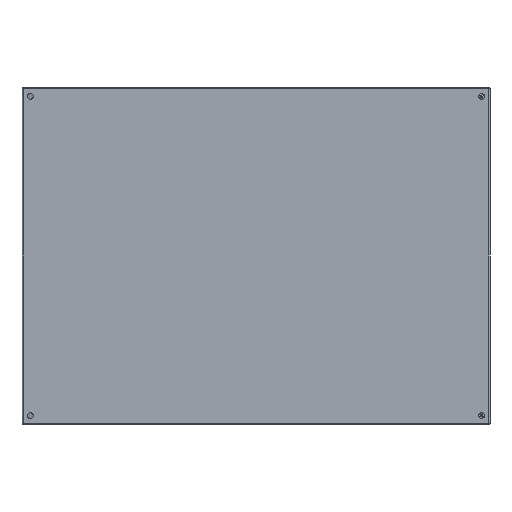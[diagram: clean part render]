
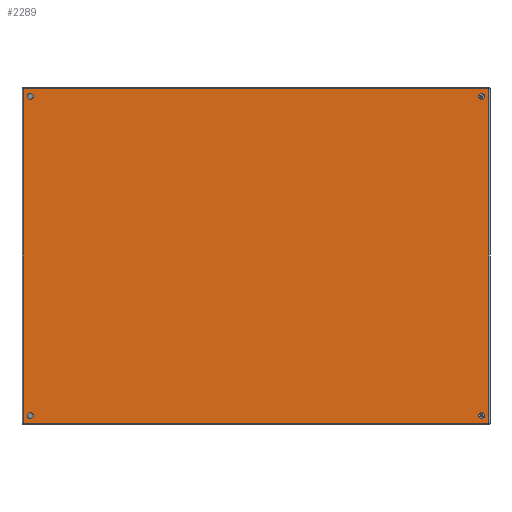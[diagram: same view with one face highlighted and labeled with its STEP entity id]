
A CAD part, left-side view. The second image highlights one B-rep face of the part: STEP entity #2289.
In plain terms, the highlighted face is planar.
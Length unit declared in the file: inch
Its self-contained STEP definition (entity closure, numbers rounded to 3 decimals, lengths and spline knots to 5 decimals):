
#69 = CIRCLE ( 'NONE', #7843, 0.25 ) ;
#745 = CARTESIAN_POINT ( 'NONE',  ( -14.5, 0., -20.14963 ) ) ;
#1382 = EDGE_CURVE ( 'NONE', #42532, #14876, #69, .T. ) ;
#1525 = DIRECTION ( 'NONE',  ( 0., 1., 0. ) ) ;
#1842 = CARTESIAN_POINT ( 'NONE',  ( 14.25, 0., 20.13422 ) ) ;
#2126 = AXIS2_PLACEMENT_3D ( 'NONE', #15335, #1525, #11829 ) ;
#2289 = ADVANCED_FACE ( 'NONE', ( #44335, #37805, #22636, #43778, #13408 ), #15109, .F. ) ;
#2825 = EDGE_CURVE ( 'NONE', #7762, #43448, #35591, .T. ) ;
#3040 = EDGE_CURVE ( 'NONE', #38502, #29971, #12200, .T. ) ;
#3375 = LINE ( 'NONE', #13040, #43547 ) ;
#3457 = ORIENTED_EDGE ( 'NONE', *, *, #2825, .F. ) ;
#3808 = CARTESIAN_POINT ( 'NONE',  ( 14.928, 0., -20.82763 ) ) ;
#3838 = AXIS2_PLACEMENT_3D ( 'NONE', #18815, #43061, #25818 ) ;
#4168 = DIRECTION ( 'NONE',  ( -1., 0., 0. ) ) ;
#4369 = AXIS2_PLACEMENT_3D ( 'NONE', #9036, #29530, #36620 ) ;
#4554 = CARTESIAN_POINT ( 'NONE',  ( 14.25, 0., -19.89963 ) ) ;
#4577 = CIRCLE ( 'NONE', #3838, 0.25 ) ;
#4672 = CARTESIAN_POINT ( 'NONE',  ( 14.928, 0., 20.77622 ) ) ;
#4834 = DIRECTION ( 'NONE',  ( 1., 0., 0. ) ) ;
#4945 = LINE ( 'NONE', #3808, #13073 ) ;
#5366 = DIRECTION ( 'NONE',  ( 0., 0., -1. ) ) ;
#5461 = CARTESIAN_POINT ( 'NONE',  ( -14.25, 0., 20.13422 ) ) ;
#6760 = VERTEX_POINT ( 'NONE', #43468 ) ;
#7762 = VERTEX_POINT ( 'NONE', #21454 ) ;
#7843 = AXIS2_PLACEMENT_3D ( 'NONE', #1842, #29613, #40155 ) ;
#8417 = CIRCLE ( 'NONE', #27554, 0.25 ) ;
#9036 = CARTESIAN_POINT ( 'NONE',  ( -14.25, 0., 20.13422 ) ) ;
#9689 = EDGE_CURVE ( 'NONE', #29602, #18171, #8417, .T. ) ;
#10209 = ORIENTED_EDGE ( 'NONE', *, *, #25526, .F. ) ;
#10422 = VERTEX_POINT ( 'NONE', #33809 ) ;
#10564 = ORIENTED_EDGE ( 'NONE', *, *, #42224, .F. ) ;
#10781 = VECTOR ( 'NONE', #4834, 39.37008 ) ;
#11699 = CIRCLE ( 'NONE', #43840, 0.25 ) ;
#11829 = DIRECTION ( 'NONE',  ( -1., 0., 0. ) ) ;
#11980 = VECTOR ( 'NONE', #23713, 39.37008 ) ;
#12061 = CARTESIAN_POINT ( 'NONE',  ( 14.25, 0., -20.39963 ) ) ;
#12200 = CIRCLE ( 'NONE', #2126, 0.25 ) ;
#12792 = CARTESIAN_POINT ( 'NONE',  ( 14.5, 0., 20.13422 ) ) ;
#13040 = CARTESIAN_POINT ( 'NONE',  ( -14.928, 0., -20.82763 ) ) ;
#13073 = VECTOR ( 'NONE', #24173, 39.37008 ) ;
#13408 = FACE_BOUND ( 'NONE', #28813, .T. ) ;
#13481 = CARTESIAN_POINT ( 'NONE',  ( -14., 0., -20.14963 ) ) ;
#13798 = EDGE_LOOP ( 'NONE', ( #20343, #33238 ) ) ;
#14876 = VERTEX_POINT ( 'NONE', #19498 ) ;
#15013 = CARTESIAN_POINT ( 'NONE',  ( 14.928, 0., -20.79163 ) ) ;
#15109 = PLANE ( 'NONE',  #38383 ) ;
#15335 = CARTESIAN_POINT ( 'NONE',  ( -14.25, 0., -20.14963 ) ) ;
#15426 = EDGE_CURVE ( 'NONE', #18171, #29602, #11699, .T. ) ;
#15494 = DIRECTION ( 'NONE',  ( -1., 0., 0. ) ) ;
#15697 = CARTESIAN_POINT ( 'NONE',  ( 14.928, 0., -20.82763 ) ) ;
#16273 = DIRECTION ( 'NONE',  ( 0., 1., 0. ) ) ;
#16465 = EDGE_CURVE ( 'NONE', #43448, #7762, #28849, .T. ) ;
#16568 = ORIENTED_EDGE ( 'NONE', *, *, #43498, .F. ) ;
#16736 = ORIENTED_EDGE ( 'NONE', *, *, #24863, .F. ) ;
#16898 = CARTESIAN_POINT ( 'NONE',  ( -14.5, 0., 20.13422 ) ) ;
#17475 = EDGE_CURVE ( 'NONE', #29971, #38502, #4577, .T. ) ;
#18171 = VERTEX_POINT ( 'NONE', #12061 ) ;
#18421 = DIRECTION ( 'NONE',  ( 0., 0., 1. ) ) ;
#18815 = CARTESIAN_POINT ( 'NONE',  ( -14.25, 0., -20.14963 ) ) ;
#18985 = ORIENTED_EDGE ( 'NONE', *, *, #16465, .F. ) ;
#19498 = CARTESIAN_POINT ( 'NONE',  ( 14., 0., 20.13422 ) ) ;
#19911 = CARTESIAN_POINT ( 'NONE',  ( 14.928, 0., 20.77622 ) ) ;
#20343 = ORIENTED_EDGE ( 'NONE', *, *, #15426, .F. ) ;
#21454 = CARTESIAN_POINT ( 'NONE',  ( -14., 0., 20.13422 ) ) ;
#22636 = FACE_OUTER_BOUND ( 'NONE', #32459, .T. ) ;
#22740 = ORIENTED_EDGE ( 'NONE', *, *, #1382, .F. ) ;
#23713 = DIRECTION ( 'NONE',  ( -1., 0., 0. ) ) ;
#23955 = VERTEX_POINT ( 'NONE', #4672 ) ;
#24173 = DIRECTION ( 'NONE',  ( 0., 0., 1. ) ) ;
#24863 = EDGE_CURVE ( 'NONE', #25440, #23955, #4945, .T. ) ;
#25299 = CARTESIAN_POINT ( 'NONE',  ( 14.25, 0., 20.13422 ) ) ;
#25440 = VERTEX_POINT ( 'NONE', #35290 ) ;
#25526 = EDGE_CURVE ( 'NONE', #6760, #25440, #33547, .T. ) ;
#25818 = DIRECTION ( 'NONE',  ( -1., 0., 0. ) ) ;
#26014 = DIRECTION ( 'NONE',  ( 0., 0., -1. ) ) ;
#26541 = CIRCLE ( 'NONE', #40625, 0.25 ) ;
#26750 = CARTESIAN_POINT ( 'NONE',  ( 14.25, 0., -20.14963 ) ) ;
#26786 = EDGE_CURVE ( 'NONE', #10422, #6760, #3375, .T. ) ;
#26957 = EDGE_LOOP ( 'NONE', ( #18985, #3457 ) ) ;
#27554 = AXIS2_PLACEMENT_3D ( 'NONE', #43260, #33514, #26014 ) ;
#28437 = ORIENTED_EDGE ( 'NONE', *, *, #17475, .F. ) ;
#28813 = EDGE_LOOP ( 'NONE', ( #10564, #22740 ) ) ;
#28849 = CIRCLE ( 'NONE', #4369, 0.25 ) ;
#29530 = DIRECTION ( 'NONE',  ( 0., 1., 0. ) ) ;
#29602 = VERTEX_POINT ( 'NONE', #4554 ) ;
#29613 = DIRECTION ( 'NONE',  ( 0., 1., 0. ) ) ;
#29971 = VERTEX_POINT ( 'NONE', #13481 ) ;
#32459 = EDGE_LOOP ( 'NONE', ( #10209, #40269, #16568, #16736 ) ) ;
#33238 = ORIENTED_EDGE ( 'NONE', *, *, #9689, .F. ) ;
#33514 = DIRECTION ( 'NONE',  ( 0., 1., 0. ) ) ;
#33547 = LINE ( 'NONE', #15013, #10781 ) ;
#33626 = DIRECTION ( 'NONE',  ( 0., 0., -1. ) ) ;
#33809 = CARTESIAN_POINT ( 'NONE',  ( -14.928, 0., 20.77622 ) ) ;
#35290 = CARTESIAN_POINT ( 'NONE',  ( 14.928, 0., -20.79163 ) ) ;
#35591 = CIRCLE ( 'NONE', #38114, 0.25 ) ;
#35839 = DIRECTION ( 'NONE',  ( 0., -1., 0. ) ) ;
#36620 = DIRECTION ( 'NONE',  ( -1., 0., 0. ) ) ;
#37199 = ORIENTED_EDGE ( 'NONE', *, *, #3040, .F. ) ;
#37455 = LINE ( 'NONE', #19911, #11980 ) ;
#37805 = FACE_BOUND ( 'NONE', #43275, .T. ) ;
#38114 = AXIS2_PLACEMENT_3D ( 'NONE', #5461, #43376, #15494 ) ;
#38383 = AXIS2_PLACEMENT_3D ( 'NONE', #15697, #35839, #18421 ) ;
#38502 = VERTEX_POINT ( 'NONE', #745 ) ;
#40155 = DIRECTION ( 'NONE',  ( -1., 0., 0. ) ) ;
#40269 = ORIENTED_EDGE ( 'NONE', *, *, #26786, .F. ) ;
#40625 = AXIS2_PLACEMENT_3D ( 'NONE', #25299, #42229, #4168 ) ;
#42224 = EDGE_CURVE ( 'NONE', #14876, #42532, #26541, .T. ) ;
#42229 = DIRECTION ( 'NONE',  ( 0., 1., 0. ) ) ;
#42532 = VERTEX_POINT ( 'NONE', #12792 ) ;
#43061 = DIRECTION ( 'NONE',  ( 0., 1., 0. ) ) ;
#43260 = CARTESIAN_POINT ( 'NONE',  ( 14.25, 0., -20.14963 ) ) ;
#43275 = EDGE_LOOP ( 'NONE', ( #37199, #28437 ) ) ;
#43376 = DIRECTION ( 'NONE',  ( 0., 1., 0. ) ) ;
#43448 = VERTEX_POINT ( 'NONE', #16898 ) ;
#43468 = CARTESIAN_POINT ( 'NONE',  ( -14.928, 0., -20.79163 ) ) ;
#43498 = EDGE_CURVE ( 'NONE', #23955, #10422, #37455, .T. ) ;
#43547 = VECTOR ( 'NONE', #33626, 39.37008 ) ;
#43778 = FACE_BOUND ( 'NONE', #13798, .T. ) ;
#43840 = AXIS2_PLACEMENT_3D ( 'NONE', #26750, #16273, #5366 ) ;
#44335 = FACE_BOUND ( 'NONE', #26957, .T. ) ;
